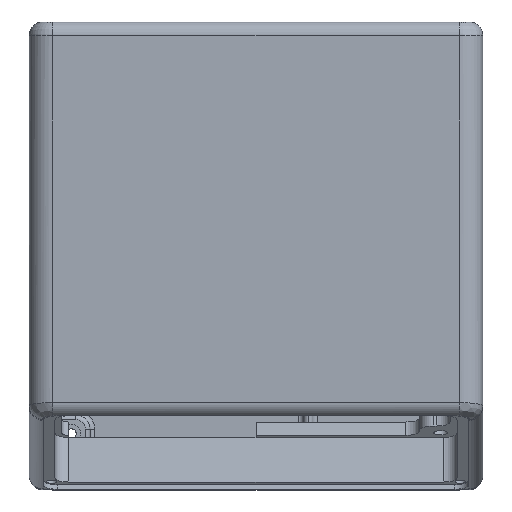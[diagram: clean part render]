
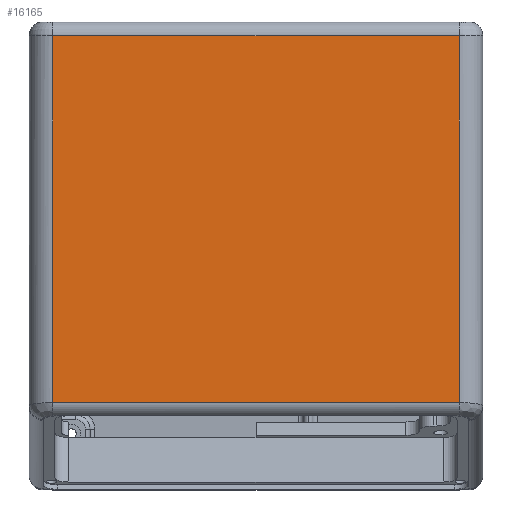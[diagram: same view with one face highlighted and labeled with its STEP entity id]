
A CAD part, top view. The second image highlights one B-rep face of the part: STEP entity #16165.
In plain terms, the highlighted planar face has unit normal (0, 0, 1).
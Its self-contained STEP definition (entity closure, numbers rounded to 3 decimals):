
#13701 = VERTEX_POINT('',#13702);
#13702 = CARTESIAN_POINT('',(87.,92.,80.));
#13709 = EDGE_CURVE('',#13701,#13710,#13712,.T.);
#13710 = VERTEX_POINT('',#13711);
#13711 = CARTESIAN_POINT('',(0.,92.,80.));
#13712 = LINE('',#13713,#13714);
#13713 = CARTESIAN_POINT('',(87.,92.,80.));
#13714 = VECTOR('',#13715,1.);
#13715 = DIRECTION('',(-1.,0.,0.));
#15595 = EDGE_CURVE('',#15596,#15598,#15600,.T.);
#15596 = VERTEX_POINT('',#15597);
#15597 = CARTESIAN_POINT('',(87.,13.542,80.));
#15598 = VERTEX_POINT('',#15599);
#15599 = CARTESIAN_POINT('',(0.,13.542,80.));
#15600 = LINE('',#15601,#15602);
#15601 = CARTESIAN_POINT('',(87.,13.542,80.));
#15602 = VECTOR('',#15603,1.);
#15603 = DIRECTION('',(-1.,0.,0.));
#16165 = ADVANCED_FACE('',(#16166),#16182,.T.);
#16166 = FACE_BOUND('',#16167,.T.);
#16167 = EDGE_LOOP('',(#16168,#16169,#16175,#16176));
#16168 = ORIENTED_EDGE('',*,*,#15595,.F.);
#16169 = ORIENTED_EDGE('',*,*,#16170,.T.);
#16170 = EDGE_CURVE('',#15596,#13701,#16171,.T.);
#16171 = LINE('',#16172,#16173);
#16172 = CARTESIAN_POINT('',(87.,11.356,80.));
#16173 = VECTOR('',#16174,1.);
#16174 = DIRECTION('',(0.,1.,0.));
#16175 = ORIENTED_EDGE('',*,*,#13709,.T.);
#16176 = ORIENTED_EDGE('',*,*,#16177,.F.);
#16177 = EDGE_CURVE('',#15598,#13710,#16178,.T.);
#16178 = LINE('',#16179,#16180);
#16179 = CARTESIAN_POINT('',(0.,11.356,80.));
#16180 = VECTOR('',#16181,1.);
#16181 = DIRECTION('',(0.,1.,0.));
#16182 = PLANE('',#16183);
#16183 = AXIS2_PLACEMENT_3D('',#16184,#16185,#16186);
#16184 = CARTESIAN_POINT('',(0.,15.,80.));
#16185 = DIRECTION('',(0.,0.,1.));
#16186 = DIRECTION('',(0.,1.,0.));
